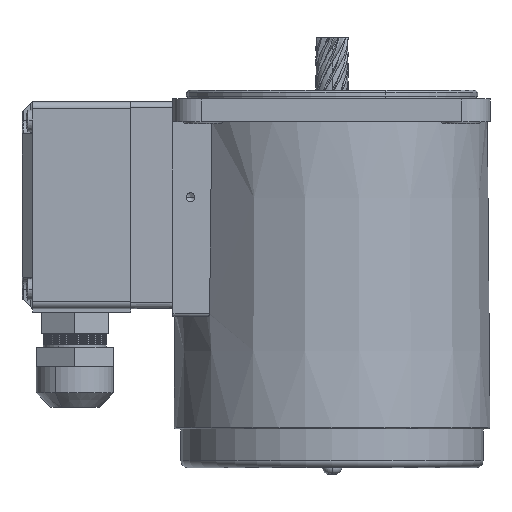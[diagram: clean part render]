
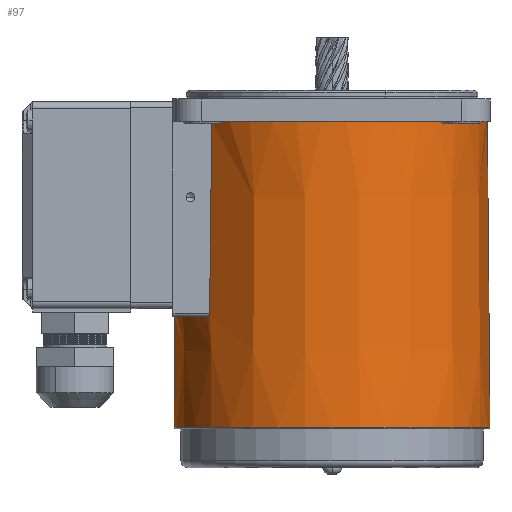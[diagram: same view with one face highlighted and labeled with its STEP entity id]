
A CAD part, left-side view. The second image highlights one B-rep face of the part: STEP entity #97.
In plain terms, the highlighted conical face has half-angle 0.5 degrees and reference radius 45.1 mm.
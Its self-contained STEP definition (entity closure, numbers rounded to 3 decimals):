
#42 = VERTEX_POINT ( 'NONE', #893 ) ;
#43 = EDGE_CURVE ( 'NONE', #91, #87, #933, .T. ) ;
#55 = EDGE_CURVE ( 'NONE', #87, #23706, #962, .T. ) ;
#87 = VERTEX_POINT ( 'NONE', #989 ) ;
#88 = ORIENTED_EDGE ( 'NONE', *, *, #43, .F. ) ;
#91 = VERTEX_POINT ( 'NONE', #981 ) ;
#94 = ORIENTED_EDGE ( 'NONE', *, *, #38128, .T. ) ;
#96 = ORIENTED_EDGE ( 'NONE', *, *, #20768, .T. ) ;
#97 = ADVANCED_FACE ( 'NONE', ( #1038 ), #1021, .T. ) ;
#102 = ORIENTED_EDGE ( 'NONE', *, *, #25151, .F. ) ;
#126 = EDGE_CURVE ( 'NONE', #30276, #42, #1023, .T. ) ;
#147 = EDGE_CURVE ( 'NONE', #91, #42, #1115, .T. ) ;
#893 = CARTESIAN_POINT ( 'NONE',  ( 43., 27., -35.655 ) ) ;
#924 = CARTESIAN_POINT ( 'NONE',  ( 52.591, 28., -34.768 ) ) ;
#925 = CARTESIAN_POINT ( 'NONE',  ( 48.295, 28., -34.816 ) ) ;
#927 = CARTESIAN_POINT ( 'NONE',  ( 44., 28., -34.864 ) ) ;
#928 = DIRECTION ( 'NONE',  ( 1., 0., 0. ) ) ;
#933 = B_SPLINE_CURVE_WITH_KNOTS ( 'NONE', 3,
 ( #927, #925, #924, #978, #977, #976, #975 ),
 .UNSPECIFIED., .F., .F.,
 ( 4, 3, 4 ),
 ( 0.076, 0.088, 0.13 ),
 .UNSPECIFIED. ) ;
#952 = DIRECTION ( 'NONE',  ( 0., 0., -1. ) ) ;
#953 = AXIS2_PLACEMENT_3D ( 'NONE', #957, #928, #952 ) ;
#957 = CARTESIAN_POINT ( 'NONE',  ( 98.5, 0., 0. ) ) ;
#962 = CIRCLE ( 'NONE', #953, 44.24 ) ;
#975 = CARTESIAN_POINT ( 'NONE',  ( 98.5, 28., -34.252 ) ) ;
#976 = CARTESIAN_POINT ( 'NONE',  ( 84.629, 28., -34.409 ) ) ;
#977 = CARTESIAN_POINT ( 'NONE',  ( 70.757, 28., -34.564 ) ) ;
#978 = CARTESIAN_POINT ( 'NONE',  ( 56.886, 28., -34.72 ) ) ;
#981 = CARTESIAN_POINT ( 'NONE',  ( 44., 28., -34.864 ) ) ;
#989 = CARTESIAN_POINT ( 'NONE',  ( 98.5, 28., -34.252 ) ) ;
#1018 = AXIS2_PLACEMENT_3D ( 'NONE', #1024, #1078, #1077 ) ;
#1021 = CONICAL_SURFACE ( 'NONE', #1018, 45.1, 0.009 ) ;
#1023 = CIRCLE ( 'NONE', #1100, 44.725 ) ;
#1024 = CARTESIAN_POINT ( 'NONE',  ( 0., 0., 0. ) ) ;
#1038 = FACE_OUTER_BOUND ( 'NONE', #40977, .T. ) ;
#1049 = CARTESIAN_POINT ( 'NONE',  ( 43., 0., 0. ) ) ;
#1077 = DIRECTION ( 'NONE',  ( 0., 0., -1. ) ) ;
#1078 = DIRECTION ( 'NONE',  ( -1., 0., 0. ) ) ;
#1098 = DIRECTION ( 'NONE',  ( 0., 0., 1. ) ) ;
#1099 = DIRECTION ( 'NONE',  ( 1., 0., 0. ) ) ;
#1100 = AXIS2_PLACEMENT_3D ( 'NONE', #1049, #1099, #1098 ) ;
#1111 = CARTESIAN_POINT ( 'NONE',  ( 43.702, 27.965, -34.896 ) ) ;
#1112 = CARTESIAN_POINT ( 'NONE',  ( 43.849, 28., -34.866 ) ) ;
#1113 = CARTESIAN_POINT ( 'NONE',  ( 44., 28., -34.864 ) ) ;
#1115 = B_SPLINE_CURVE_WITH_KNOTS ( 'NONE', 3,
 ( #1113, #1112, #1111, #1179, #1178, #1177, #1176, #1175, #1174, #1173 ),
 .UNSPECIFIED., .F., .F.,
 ( 4, 2, 2, 2, 4 ),
 ( 0., 0., 0.001, 0.001, 0.002 ),
 .UNSPECIFIED. ) ;
#1173 = CARTESIAN_POINT ( 'NONE',  ( 43., 27., -35.655 ) ) ;
#1174 = CARTESIAN_POINT ( 'NONE',  ( 43., 27.239, -35.474 ) ) ;
#1175 = CARTESIAN_POINT ( 'NONE',  ( 43.083, 27.475, -35.291 ) ) ;
#1176 = CARTESIAN_POINT ( 'NONE',  ( 43.297, 27.714, -35.1 ) ) ;
#1177 = CARTESIAN_POINT ( 'NONE',  ( 43.345, 27.758, -35.064 ) ) ;
#1178 = CARTESIAN_POINT ( 'NONE',  ( 43.452, 27.839, -34.999 ) ) ;
#1179 = CARTESIAN_POINT ( 'NONE',  ( 43.511, 27.875, -34.97 ) ) ;
#11014 = CARTESIAN_POINT ( 'NONE',  ( 98.5, 0., 44.24 ) ) ;
#11233 = DIRECTION ( 'NONE',  ( -1., 0., 0.009 ) ) ;
#11234 = VECTOR ( 'NONE', #11233, 1000. ) ;
#11242 = CARTESIAN_POINT ( 'NONE',  ( 0., 0., 45.1 ) ) ;
#11243 = LINE ( 'NONE', #11242, #11234 ) ;
#11548 = CARTESIAN_POINT ( 'NONE',  ( 43., 0., -44.725 ) ) ;
#11948 = CARTESIAN_POINT ( 'NONE',  ( 0., 0., -45.1 ) ) ;
#11949 = LINE ( 'NONE', #11948, #11988 ) ;
#11972 = DIRECTION ( 'NONE',  ( -1., 0., -0.009 ) ) ;
#11988 = VECTOR ( 'NONE', #11972, 1000. ) ;
#16119 = VERTEX_POINT ( 'NONE', #33379 ) ;
#20768 = EDGE_CURVE ( 'NONE', #21010, #16119, #27390, .T. ) ;
#21010 = VERTEX_POINT ( 'NONE', #27556 ) ;
#23706 = VERTEX_POINT ( 'NONE', #11014 ) ;
#25151 = EDGE_CURVE ( 'NONE', #23706, #16119, #11243, .T. ) ;
#27376 = DIRECTION ( 'NONE',  ( 0., 0., 1. ) ) ;
#27377 = DIRECTION ( 'NONE',  ( 1., 0., 0. ) ) ;
#27378 = AXIS2_PLACEMENT_3D ( 'NONE', #27392, #27377, #27376 ) ;
#27390 = CIRCLE ( 'NONE', #27378, 45. ) ;
#27392 = CARTESIAN_POINT ( 'NONE',  ( 11.504, 0., 0. ) ) ;
#27556 = CARTESIAN_POINT ( 'NONE',  ( 11.504, 0., -45. ) ) ;
#30276 = VERTEX_POINT ( 'NONE', #11548 ) ;
#33379 = CARTESIAN_POINT ( 'NONE',  ( 11.504, 0., 45. ) ) ;
#38128 = EDGE_CURVE ( 'NONE', #30276, #21010, #11949, .T. ) ;
#40899 = ORIENTED_EDGE ( 'NONE', *, *, #126, .F. ) ;
#40900 = ORIENTED_EDGE ( 'NONE', *, *, #55, .F. ) ;
#40908 = ORIENTED_EDGE ( 'NONE', *, *, #147, .T. ) ;
#40977 = EDGE_LOOP ( 'NONE', ( #102, #40900, #88, #40908, #40899, #94, #96 ) ) ;
